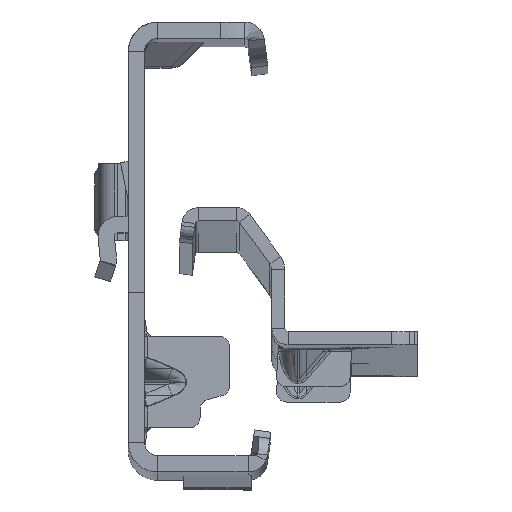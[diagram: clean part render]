
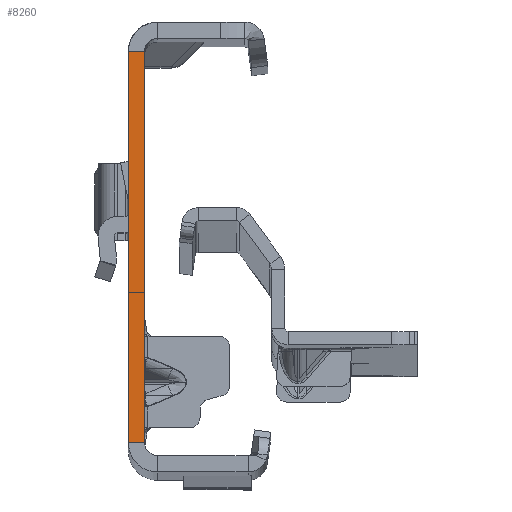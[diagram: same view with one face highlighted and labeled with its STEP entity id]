
A CAD part, top view. The second image highlights one B-rep face of the part: STEP entity #8260.
In plain terms, the highlighted planar face has unit normal (0, 0, 1).
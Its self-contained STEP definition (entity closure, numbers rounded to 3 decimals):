
#2024 = PLANE ( 'NONE',  #15075 ) ;
#2660 = DIRECTION ( 'NONE',  ( 1., 0., 0. ) ) ;
#2841 = CARTESIAN_POINT ( 'NONE',  ( 0., 30., 0. ) ) ;
#3726 = VERTEX_POINT ( 'NONE', #17399 ) ;
#4455 = CARTESIAN_POINT ( 'NONE',  ( -2.5, 30., 0. ) ) ;
#4742 = EDGE_CURVE ( 'NONE', #9614, #3726, #14592, .T. ) ;
#4752 = DIRECTION ( 'NONE',  ( -1., 0., 0. ) ) ;
#4922 = ORIENTED_EDGE ( 'NONE', *, *, #11163, .T. ) ;
#6652 = CARTESIAN_POINT ( 'NONE',  ( -2.5, -32., 0. ) ) ;
#6670 = CARTESIAN_POINT ( 'NONE',  ( -2.5, -30., 0. ) ) ;
#6968 = ORIENTED_EDGE ( 'NONE', *, *, #4742, .F. ) ;
#7540 = DIRECTION ( 'NONE',  ( -1., 0., 0. ) ) ;
#7630 = LINE ( 'NONE', #10578, #12839 ) ;
#7652 = CARTESIAN_POINT ( 'NONE',  ( 0., -32., 0. ) ) ;
#8260 = ADVANCED_FACE ( 'NONE', ( #14533 ), #2024, .T. ) ;
#8279 = VERTEX_POINT ( 'NONE', #6670 ) ;
#8818 = EDGE_CURVE ( 'NONE', #8988, #8279, #11053, .T. ) ;
#8988 = VERTEX_POINT ( 'NONE', #4455 ) ;
#9048 = VECTOR ( 'NONE', #4752, 1000. ) ;
#9611 = DIRECTION ( 'NONE',  ( 0., 0., 1. ) ) ;
#9614 = VERTEX_POINT ( 'NONE', #2841 ) ;
#10446 = EDGE_CURVE ( 'NONE', #3726, #8279, #12782, .T. ) ;
#10578 = CARTESIAN_POINT ( 'NONE',  ( 0., 30., 0. ) ) ;
#10641 = EDGE_LOOP ( 'NONE', ( #6968, #4922, #11942, #16763 ) ) ;
#11053 = LINE ( 'NONE', #6652, #14810 ) ;
#11163 = EDGE_CURVE ( 'NONE', #9614, #8988, #7630, .T. ) ;
#11942 = ORIENTED_EDGE ( 'NONE', *, *, #8818, .T. ) ;
#12230 = DIRECTION ( 'NONE',  ( 0., -1., 0. ) ) ;
#12291 = DIRECTION ( 'NONE',  ( 0., -1., 0. ) ) ;
#12782 = LINE ( 'NONE', #17234, #9048 ) ;
#12839 = VECTOR ( 'NONE', #7540, 1000. ) ;
#14533 = FACE_OUTER_BOUND ( 'NONE', #10641, .T. ) ;
#14592 = LINE ( 'NONE', #7652, #14820 ) ;
#14810 = VECTOR ( 'NONE', #12230, 1000. ) ;
#14820 = VECTOR ( 'NONE', #12291, 1000. ) ;
#15066 = CARTESIAN_POINT ( 'NONE',  ( -2.5, -32., 0. ) ) ;
#15075 = AXIS2_PLACEMENT_3D ( 'NONE', #15066, #9611, #2660 ) ;
#16763 = ORIENTED_EDGE ( 'NONE', *, *, #10446, .F. ) ;
#17234 = CARTESIAN_POINT ( 'NONE',  ( 0., -30., 0. ) ) ;
#17399 = CARTESIAN_POINT ( 'NONE',  ( 0., -30., 0. ) ) ;
